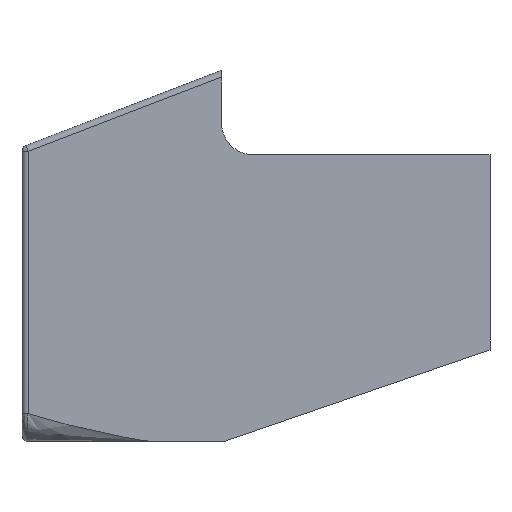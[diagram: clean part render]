
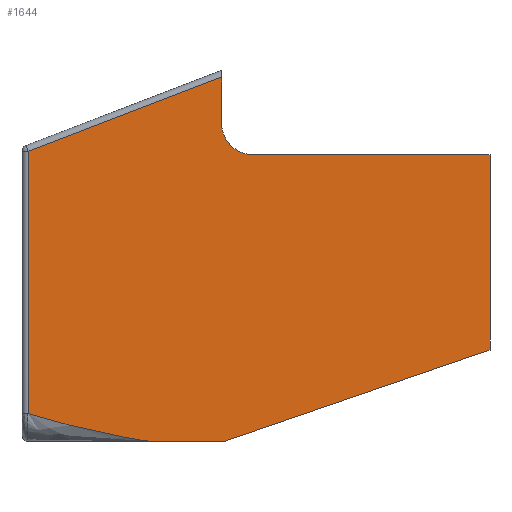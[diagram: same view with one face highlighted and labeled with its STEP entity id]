
A CAD part, left-side view. The second image highlights one B-rep face of the part: STEP entity #1644.
In plain terms, the highlighted planar face has unit normal (-1, 0.018, 0).
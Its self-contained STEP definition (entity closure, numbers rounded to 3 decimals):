
#79=DIRECTION('',(0.,0.,1.));
#80=VECTOR('',#79,7.452);
#81=CARTESIAN_POINT('',(-22.559,0.,5.));
#82=LINE('',#81,#80);
#118=DIRECTION('',(-0.016,-0.933,0.358));
#119=VECTOR('',#118,33.229);
#120=CARTESIAN_POINT('',(-22.017,31.017,0.545));
#121=LINE('',#120,#119);
#125=CARTESIAN_POINT('',(-22.559,0.,
5.));
#126=CARTESIAN_POINT('',(-22.559,0.,
4.617));
#127=CARTESIAN_POINT('',(-22.56,-0.086,
3.874));
#128=CARTESIAN_POINT('',(-22.567,-0.46,
2.806));
#129=CARTESIAN_POINT('',(-22.577,-1.06,1.855));
#130=CARTESIAN_POINT('',(-22.591,-1.855,1.059));
#131=CARTESIAN_POINT('',(-22.608,-2.806,
0.46));
#132=CARTESIAN_POINT('',(-22.626,-3.875,
0.086));
#133=CARTESIAN_POINT('',(-22.639,-4.617,0.));
#134=CARTESIAN_POINT('',(-22.646,-5.,0.));
#139=DIRECTION('',(0.,0.,-1.));
#140=VECTOR('',#139,31.309);
#141=CARTESIAN_POINT('',(-23.309,-43.,0.));
#142=LINE('',#141,#140);
#153=DIRECTION('',(0.,0.,-1.));
#154=VECTOR('',#153,42.041);
#155=CARTESIAN_POINT('',(-22.017,31.017,0.545));
#156=LINE('',#155,#154);
#234=CARTESIAN_POINT('',(-22.017,31.017,-41.496));
#235=CARTESIAN_POINT('',(-22.026,30.498,-41.675));
#236=CARTESIAN_POINT('',(-22.045,29.411,-42.026));
#237=CARTESIAN_POINT('',(-22.079,27.483,-42.564));
#238=CARTESIAN_POINT('',(-22.109,25.729,-43.022));
#239=CARTESIAN_POINT('',(-22.136,24.203,-43.403));
#240=CARTESIAN_POINT('',(-22.16,22.84,-43.73));
#241=CARTESIAN_POINT('',(-22.181,21.619,-44.014));
#242=CARTESIAN_POINT('',(-22.2,20.518,-44.263));
#243=CARTESIAN_POINT('',(-22.218,19.522,-44.483));
#244=CARTESIAN_POINT('',(-22.234,18.617,-44.678));
#245=CARTESIAN_POINT('',(-22.248,17.793,-44.85));
#246=CARTESIAN_POINT('',(-22.261,17.04,-45.005));
#247=CARTESIAN_POINT('',(-22.273,16.351,-45.142));
#248=CARTESIAN_POINT('',(-22.284,15.719,-45.265));
#249=CARTESIAN_POINT('',(-22.294,15.136,-45.375));
#250=CARTESIAN_POINT('',(-22.304,14.602,-45.473));
#251=CARTESIAN_POINT('',(-22.312,14.118,-45.56));
#252=CARTESIAN_POINT('',(-22.32,13.679,-45.637));
#253=CARTESIAN_POINT('',(-22.327,13.284,-45.703));
#254=CARTESIAN_POINT('',(-22.333,12.928,-45.759));
#255=CARTESIAN_POINT('',(-22.339,12.607,-45.806));
#256=CARTESIAN_POINT('',(-22.344,12.317,-45.846));
#257=CARTESIAN_POINT('',(-22.348,12.05,-45.882));
#258=CARTESIAN_POINT('',(-22.353,11.795,-45.915));
#259=CARTESIAN_POINT('',(-22.357,11.547,-45.945));
#260=CARTESIAN_POINT('',(-22.361,11.294,-45.971));
#261=CARTESIAN_POINT('',(-22.366,11.031,-45.991));
#262=CARTESIAN_POINT('',(-22.369,10.841,-45.998));
#263=CARTESIAN_POINT('',(-22.371,10.742,-46.));
#275=DIRECTION('',(-0.017,-1.,0.));
#276=VECTOR('',#275,11.078);
#277=CARTESIAN_POINT('',(-22.371,10.742,-46.));
#278=LINE('',#277,#276);
#505=DIRECTION('',(-0.017,-0.945,0.326));
#506=VECTOR('',#505,45.13);
#507=CARTESIAN_POINT('',(-22.564,-0.335,-46.));
#508=LINE('',#507,#506);
#554=DIRECTION('',(0.017,1.,0.));
#555=VECTOR('',#554,38.006);
#556=CARTESIAN_POINT('',(-23.309,-43.,0.));
#557=LINE('',#556,#555);
#1423=CARTESIAN_POINT('',(-22.559,0.,
5.));
#1424=VERTEX_POINT('',#1423);
#1425=CARTESIAN_POINT('',(-22.559,0.,
12.451));
#1426=VERTEX_POINT('',#1425);
#1434=CARTESIAN_POINT('',(-22.017,31.017,
0.545));
#1435=VERTEX_POINT('',#1434);
#1436=CARTESIAN_POINT('',(-22.017,31.017,
-41.496));
#1437=VERTEX_POINT('',#1436);
#1438=VERTEX_POINT('',#134);
#1439=CARTESIAN_POINT('',(-23.309,-43.,0.));
#1440=VERTEX_POINT('',#1439);
#1441=CARTESIAN_POINT('',(-23.309,-43.,-31.309));
#1442=VERTEX_POINT('',#1441);
#1443=CARTESIAN_POINT('',(-22.564,-0.335,-46.));
#1444=VERTEX_POINT('',#1443);
#1445=CARTESIAN_POINT('',(-22.371,10.742,
-46.));
#1446=VERTEX_POINT('',#1445);
#1621=CARTESIAN_POINT('',(-22.,32.,14.484));
#1622=DIRECTION('',(1.,-0.017,0.));
#1623=DIRECTION('',(0.,0.,-1.));
#1624=AXIS2_PLACEMENT_3D('',#1621,#1622,#1623);
#1625=PLANE('',#1624);
#1627=ORIENTED_EDGE('',*,*,#1626,.F.);
#1628=ORIENTED_EDGE('',*,*,#1612,.T.);
#1629=ORIENTED_EDGE('',*,*,#1569,.F.);
#1631=ORIENTED_EDGE('',*,*,#1630,.T.);
#1633=ORIENTED_EDGE('',*,*,#1632,.F.);
#1635=ORIENTED_EDGE('',*,*,#1634,.T.);
#1637=ORIENTED_EDGE('',*,*,#1636,.F.);
#1639=ORIENTED_EDGE('',*,*,#1638,.F.);
#1641=ORIENTED_EDGE('',*,*,#1640,.F.);
#1642=EDGE_LOOP('',(#1627,#1628,#1629,#1631,#1633,#1635,#1637,#1639,#1641));
#1643=FACE_OUTER_BOUND('',#1642,.F.);
#1644=ADVANCED_FACE('',(#1643),#1625,.F.);
#135=B_SPLINE_CURVE_WITH_KNOTS('',3,(#125,#126,#127,#128,#129,#130,#131,#132,
#133,#134),.UNSPECIFIED.,.F.,.F.,(4,1,1,1,1,1,1,4),(0.,0.143,
0.286,0.429,0.571,0.714,
0.857,1.),.UNSPECIFIED.);
#264=B_SPLINE_CURVE_WITH_KNOTS('',3,(#234,#235,#236,#237,#238,#239,#240,#241,
#242,#243,#244,#245,#246,#247,#248,#249,#250,#251,#252,#253,#254,#255,#256,#257,
#258,#259,#260,#261,#262,#263),.UNSPECIFIED.,.F.,.F.,(4,1,1,1,1,1,1,1,1,1,1,1,1,
1,1,1,1,1,1,1,1,1,1,1,1,1,1,4),(0.,0.037,0.074,
0.111,0.148,0.185,0.222,
0.259,0.296,0.333,0.37,
0.407,0.444,0.481,0.519,
0.556,0.593,0.63,0.667,
0.704,0.741,0.778,0.815,
0.852,0.889,0.926,0.963,1.),
.UNSPECIFIED.);
#1569=EDGE_CURVE('',#1424,#1426,#82,.T.);
#1612=EDGE_CURVE('',#1435,#1426,#121,.T.);
#1626=EDGE_CURVE('',#1435,#1437,#156,.T.);
#1630=EDGE_CURVE('',#1424,#1438,#135,.T.);
#1632=EDGE_CURVE('',#1440,#1438,#557,.T.);
#1634=EDGE_CURVE('',#1440,#1442,#142,.T.);
#1636=EDGE_CURVE('',#1444,#1442,#508,.T.);
#1638=EDGE_CURVE('',#1446,#1444,#278,.T.);
#1640=EDGE_CURVE('',#1437,#1446,#264,.T.);
